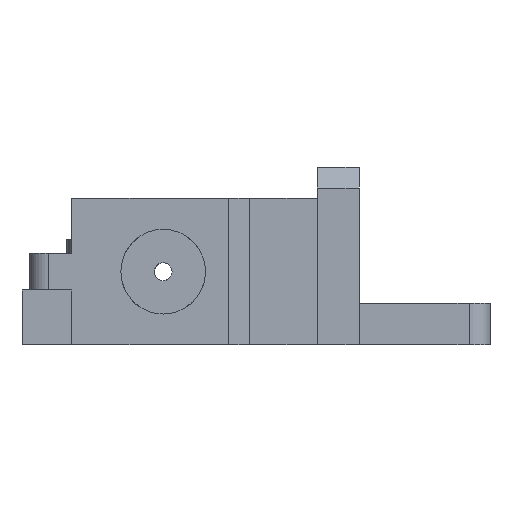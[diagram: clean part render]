
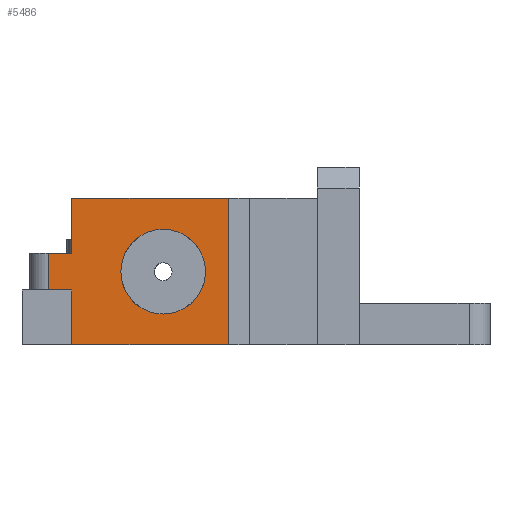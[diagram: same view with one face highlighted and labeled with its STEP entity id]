
A CAD part, front view. The second image highlights one B-rep face of the part: STEP entity #5486.
In plain terms, the highlighted planar face has unit normal (0, -1, 0).
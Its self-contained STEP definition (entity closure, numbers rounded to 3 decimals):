
#29 = LINE ( 'NONE', #6240, #6278 ) ;
#36 = DIRECTION ( 'NONE',  ( 0., 0., -1. ) ) ;
#65 = CARTESIAN_POINT ( 'NONE',  ( -37.5, 11.5, 5.9 ) ) ;
#115 = ORIENTED_EDGE ( 'NONE', *, *, #6088, .F. ) ;
#187 = ORIENTED_EDGE ( 'NONE', *, *, #1935, .T. ) ;
#309 = EDGE_CURVE ( 'NONE', #3943, #5198, #4457, .T. ) ;
#432 = CARTESIAN_POINT ( 'NONE',  ( -55., 11.5, 10.5 ) ) ;
#532 = LINE ( 'NONE', #6607, #6577 ) ;
#564 = EDGE_CURVE ( 'NONE', #6354, #2824, #1389, .T. ) ;
#576 = ORIENTED_EDGE ( 'NONE', *, *, #3876, .F. ) ;
#611 = DIRECTION ( 'NONE',  ( 0., 0., -1. ) ) ;
#617 = EDGE_CURVE ( 'NONE', #4620, #4958, #1201, .T. ) ;
#632 = CARTESIAN_POINT ( 'NONE',  ( -37.5, 11.5, 14. ) ) ;
#730 = ORIENTED_EDGE ( 'NONE', *, *, #4670, .F. ) ;
#815 = VERTEX_POINT ( 'NONE', #432 ) ;
#849 = ORIENTED_EDGE ( 'NONE', *, *, #4465, .F. ) ;
#905 = CARTESIAN_POINT ( 'NONE',  ( -40., 11.5, 0. ) ) ;
#1147 = AXIS2_PLACEMENT_3D ( 'NONE', #7034, #3549, #36 ) ;
#1201 = LINE ( 'NONE', #7377, #5712 ) ;
#1221 = DIRECTION ( 'NONE',  ( 0., 0., -1. ) ) ;
#1389 = LINE ( 'NONE', #905, #7421 ) ;
#1470 = LINE ( 'NONE', #6642, #4418 ) ;
#1780 = CARTESIAN_POINT ( 'NONE',  ( -55., 11.5, 10. ) ) ;
#1781 = LINE ( 'NONE', #2102, #4739 ) ;
#1935 = EDGE_CURVE ( 'NONE', #3943, #815, #1470, .T. ) ;
#2102 = CARTESIAN_POINT ( 'NONE',  ( -55., 11.5, 5. ) ) ;
#2258 = ORIENTED_EDGE ( 'NONE', *, *, #564, .T. ) ;
#2360 = VECTOR ( 'NONE', #2615, 1000. ) ;
#2371 = EDGE_CURVE ( 'NONE', #6354, #7332, #1781, .T. ) ;
#2424 = EDGE_CURVE ( 'NONE', #2824, #6403, #29, .T. ) ;
#2558 = CARTESIAN_POINT ( 'NONE',  ( -55., 11.5, 17.5 ) ) ;
#2615 = DIRECTION ( 'NONE',  ( 0., 0., 1. ) ) ;
#2700 = DIRECTION ( 'NONE',  ( 0., 0., 1. ) ) ;
#2824 = VERTEX_POINT ( 'NONE', #2851 ) ;
#2851 = CARTESIAN_POINT ( 'NONE',  ( -25., 11.5, 0. ) ) ;
#3050 = CARTESIAN_POINT ( 'NONE',  ( -59.5, 11.5, 10.5 ) ) ;
#3110 = DIRECTION ( 'NONE',  ( 1., 0., 0. ) ) ;
#3508 = VERTEX_POINT ( 'NONE', #7201 ) ;
#3549 = DIRECTION ( 'NONE',  ( 0., -1., 0. ) ) ;
#3627 = ORIENTED_EDGE ( 'NONE', *, *, #617, .F. ) ;
#3641 = CARTESIAN_POINT ( 'NONE',  ( -59.5, 11.5, 14. ) ) ;
#3652 = FACE_BOUND ( 'NONE', #4158, .T. ) ;
#3781 = CARTESIAN_POINT ( 'NONE',  ( -55., 11.5, 10.25 ) ) ;
#3876 = EDGE_CURVE ( 'NONE', #3508, #3908, #7505, .T. ) ;
#3899 = DIRECTION ( 'NONE',  ( 0., 0., 1. ) ) ;
#3908 = VERTEX_POINT ( 'NONE', #65 ) ;
#3943 = VERTEX_POINT ( 'NONE', #3050 ) ;
#4131 = DIRECTION ( 'NONE',  ( 0., -1., 0. ) ) ;
#4158 = EDGE_LOOP ( 'NONE', ( #576, #115 ) ) ;
#4418 = VECTOR ( 'NONE', #4907, 1000. ) ;
#4457 = LINE ( 'NONE', #3641, #7362 ) ;
#4465 = EDGE_CURVE ( 'NONE', #4958, #6403, #6590, .T. ) ;
#4468 = DIRECTION ( 'NONE',  ( 1., 0., 0. ) ) ;
#4521 = ORIENTED_EDGE ( 'NONE', *, *, #2424, .T. ) ;
#4620 = VERTEX_POINT ( 'NONE', #2558 ) ;
#4670 = EDGE_CURVE ( 'NONE', #7332, #815, #5513, .T. ) ;
#4739 = VECTOR ( 'NONE', #2700, 1000. ) ;
#4757 = DIRECTION ( 'NONE',  ( 0., -1., 0. ) ) ;
#4824 = CARTESIAN_POINT ( 'NONE',  ( -55., 11.5, 28. ) ) ;
#4907 = DIRECTION ( 'NONE',  ( 1., 0., 0. ) ) ;
#4958 = VERTEX_POINT ( 'NONE', #4824 ) ;
#4997 = EDGE_CURVE ( 'NONE', #5198, #4620, #532, .T. ) ;
#5059 = VECTOR ( 'NONE', #7060, 1000. ) ;
#5100 = DIRECTION ( 'NONE',  ( 0., 0., 1. ) ) ;
#5198 = VERTEX_POINT ( 'NONE', #6209 ) ;
#5228 = FACE_OUTER_BOUND ( 'NONE', #5560, .T. ) ;
#5358 = CARTESIAN_POINT ( 'NONE',  ( -40., 11.5, 28. ) ) ;
#5417 = ORIENTED_EDGE ( 'NONE', *, *, #2371, .F. ) ;
#5486 = ADVANCED_FACE ( 'NONE', ( #5228, #3652 ), #6460, .T. ) ;
#5513 = LINE ( 'NONE', #3781, #2360 ) ;
#5539 = ORIENTED_EDGE ( 'NONE', *, *, #309, .F. ) ;
#5560 = EDGE_LOOP ( 'NONE', ( #6908, #5539, #187, #730, #5417, #2258, #4521, #849, #3627 ) ) ;
#5712 = VECTOR ( 'NONE', #3899, 1000. ) ;
#5763 = AXIS2_PLACEMENT_3D ( 'NONE', #632, #4757, #1221 ) ;
#5966 = DIRECTION ( 'NONE',  ( 0., 0., 1. ) ) ;
#6088 = EDGE_CURVE ( 'NONE', #3908, #3508, #7006, .T. ) ;
#6209 = CARTESIAN_POINT ( 'NONE',  ( -59.5, 11.5, 17.5 ) ) ;
#6240 = CARTESIAN_POINT ( 'NONE',  ( -25., 11.5, 14. ) ) ;
#6278 = VECTOR ( 'NONE', #5100, 1000. ) ;
#6354 = VERTEX_POINT ( 'NONE', #7174 ) ;
#6403 = VERTEX_POINT ( 'NONE', #7194 ) ;
#6460 = PLANE ( 'NONE',  #6561 ) ;
#6561 = AXIS2_PLACEMENT_3D ( 'NONE', #7020, #4131, #611 ) ;
#6577 = VECTOR ( 'NONE', #3110, 1000. ) ;
#6590 = LINE ( 'NONE', #5358, #5059 ) ;
#6607 = CARTESIAN_POINT ( 'NONE',  ( -57.25, 11.5, 17.5 ) ) ;
#6642 = CARTESIAN_POINT ( 'NONE',  ( -57.25, 11.5, 10.5 ) ) ;
#6908 = ORIENTED_EDGE ( 'NONE', *, *, #4997, .F. ) ;
#7006 = CIRCLE ( 'NONE', #1147, 8.1 ) ;
#7020 = CARTESIAN_POINT ( 'NONE',  ( -55., 11.5, 0. ) ) ;
#7034 = CARTESIAN_POINT ( 'NONE',  ( -37.5, 11.5, 14. ) ) ;
#7060 = DIRECTION ( 'NONE',  ( 1., 0., 0. ) ) ;
#7174 = CARTESIAN_POINT ( 'NONE',  ( -55., 11.5, 0. ) ) ;
#7194 = CARTESIAN_POINT ( 'NONE',  ( -25., 11.5, 28. ) ) ;
#7201 = CARTESIAN_POINT ( 'NONE',  ( -37.5, 11.5, 22.1 ) ) ;
#7332 = VERTEX_POINT ( 'NONE', #1780 ) ;
#7362 = VECTOR ( 'NONE', #5966, 1000. ) ;
#7377 = CARTESIAN_POINT ( 'NONE',  ( -55., 11.5, 22.75 ) ) ;
#7421 = VECTOR ( 'NONE', #4468, 1000. ) ;
#7505 = CIRCLE ( 'NONE', #5763, 8.1 ) ;
